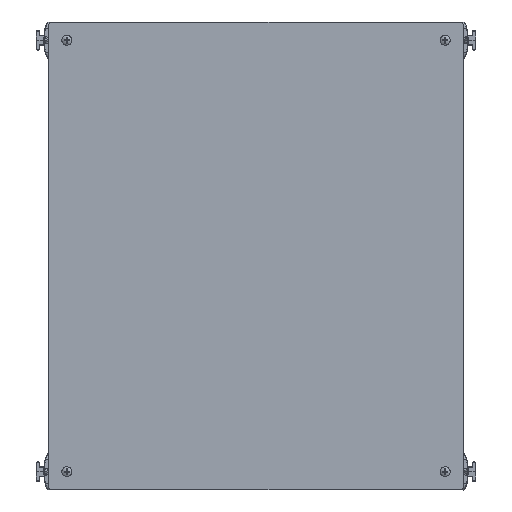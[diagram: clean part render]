
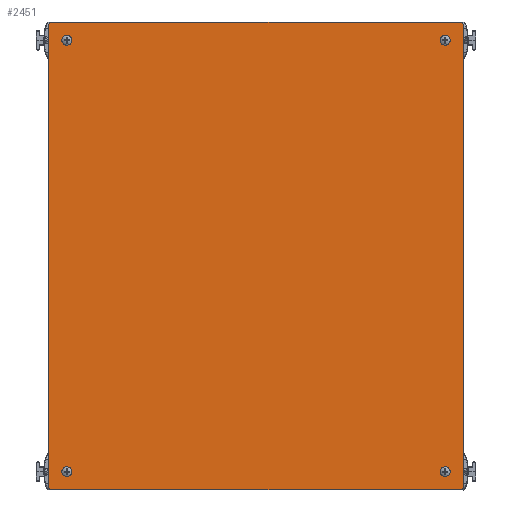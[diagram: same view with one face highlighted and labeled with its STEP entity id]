
A CAD part, top view. The second image highlights one B-rep face of the part: STEP entity #2451.
In plain terms, the highlighted planar face has unit normal (0, 0, 1).
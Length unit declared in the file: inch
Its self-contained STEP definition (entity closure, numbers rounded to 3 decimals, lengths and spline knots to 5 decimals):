
#2035 = CARTESIAN_POINT ( 'NONE',  ( -7.58545, 8.78791, 0.04 ) ) ;
#2451 = ADVANCED_FACE ( 'NONE', ( #59794, #7350, #80414, #13251, #43174 ), #43663, .T. ) ;
#2734 = VERTEX_POINT ( 'NONE', #63531 ) ;
#4927 = CARTESIAN_POINT ( 'NONE',  ( 7.91455, -8.83709, 0.04 ) ) ;
#5386 = CIRCLE ( 'NONE', #24153, 0.125 ) ;
#7189 = EDGE_CURVE ( 'NONE', #74513, #20716, #34994, .T. ) ;
#7295 = CARTESIAN_POINT ( 'NONE',  ( -7.58545, 8.66291, 0.04 ) ) ;
#7350 = FACE_BOUND ( 'NONE', #95345, .T. ) ;
#9565 = AXIS2_PLACEMENT_3D ( 'NONE', #7295, #53364, #91125 ) ;
#11382 = CARTESIAN_POINT ( 'NONE',  ( 7.22705, 8.10041, 0.04 ) ) ;
#11966 = CIRCLE ( 'NONE', #16644, 0.125 ) ;
#12000 = CIRCLE ( 'NONE', #47963, 0.125 ) ;
#12082 = CARTESIAN_POINT ( 'NONE',  ( 7.91455, 8.66291, 0.04 ) ) ;
#12791 = DIRECTION ( 'NONE',  ( -1., 0., 0. ) ) ;
#13251 = FACE_BOUND ( 'NONE', #56423, .T. ) ;
#13890 = DIRECTION ( 'NONE',  ( -1., 0., 0. ) ) ;
#16644 = AXIS2_PLACEMENT_3D ( 'NONE', #69365, #68429, #61070 ) ;
#18741 = CARTESIAN_POINT ( 'NONE',  ( 7.78955, 8.78791, 0.04 ) ) ;
#19085 = VERTEX_POINT ( 'NONE', #18741 ) ;
#19653 = VERTEX_POINT ( 'NONE', #2035 ) ;
#20211 = DIRECTION ( 'NONE',  ( 1., 0., 0. ) ) ;
#20716 = VERTEX_POINT ( 'NONE', #49053 ) ;
#21112 = DIRECTION ( 'NONE',  ( 0., 0., -1. ) ) ;
#21618 = CARTESIAN_POINT ( 'NONE',  ( 7.22705, -8.14959, 0.04 ) ) ;
#22124 = CARTESIAN_POINT ( 'NONE',  ( -7.58545, -8.83709, 0.04 ) ) ;
#23256 = ORIENTED_EDGE ( 'NONE', *, *, #53473, .F. ) ;
#23695 = DIRECTION ( 'NONE',  ( 0., 0., -1. ) ) ;
#23884 = ORIENTED_EDGE ( 'NONE', *, *, #25310, .F. ) ;
#24153 = AXIS2_PLACEMENT_3D ( 'NONE', #11382, #41288, #20211 ) ;
#25310 = EDGE_CURVE ( 'NONE', #89127, #2734, #91536, .T. ) ;
#26090 = CIRCLE ( 'NONE', #91810, 0.125 ) ;
#28010 = EDGE_CURVE ( 'NONE', #40598, #40598, #5386, .T. ) ;
#28464 = CARTESIAN_POINT ( 'NONE',  ( 0.10205, -0.02459, 0.04 ) ) ;
#29359 = EDGE_CURVE ( 'NONE', #41580, #82125, #56429, .T. ) ;
#31380 = DIRECTION ( 'NONE',  ( 1., 0., 0. ) ) ;
#31717 = DIRECTION ( 'NONE',  ( 0., 1., 0. ) ) ;
#31958 = EDGE_CURVE ( 'NONE', #19653, #19085, #54837, .T. ) ;
#34213 = EDGE_CURVE ( 'NONE', #82928, #82928, #11966, .T. ) ;
#34260 = ORIENTED_EDGE ( 'NONE', *, *, #34213, .T. ) ;
#34994 = LINE ( 'NONE', #71251, #51451 ) ;
#35545 = EDGE_CURVE ( 'NONE', #19085, #74513, #49626, .T. ) ;
#35994 = ORIENTED_EDGE ( 'NONE', *, *, #29359, .F. ) ;
#38710 = EDGE_LOOP ( 'NONE', ( #60009, #88919, #23256, #23884, #64465, #35994, #39519, #89847 ) ) ;
#39519 = ORIENTED_EDGE ( 'NONE', *, *, #80911, .F. ) ;
#40598 = VERTEX_POINT ( 'NONE', #84734 ) ;
#41288 = DIRECTION ( 'NONE',  ( 0., 0., -1. ) ) ;
#41580 = VERTEX_POINT ( 'NONE', #56076 ) ;
#43174 = FACE_OUTER_BOUND ( 'NONE', #38710, .T. ) ;
#43663 = PLANE ( 'NONE',  #44623 ) ;
#44623 = AXIS2_PLACEMENT_3D ( 'NONE', #28464, #73567, #81391 ) ;
#45773 = CARTESIAN_POINT ( 'NONE',  ( 7.78955, 8.66291, 0.04 ) ) ;
#46944 = EDGE_LOOP ( 'NONE', ( #64586 ) ) ;
#47174 = CIRCLE ( 'NONE', #9565, 0.125 ) ;
#47755 = VECTOR ( 'NONE', #12791, 39.37008 ) ;
#47963 = AXIS2_PLACEMENT_3D ( 'NONE', #48409, #71927, #94985 ) ;
#48409 = CARTESIAN_POINT ( 'NONE',  ( -7.58545, -8.71209, 0.04 ) ) ;
#49053 = CARTESIAN_POINT ( 'NONE',  ( 7.91455, -8.71209, 0.04 ) ) ;
#49626 = CIRCLE ( 'NONE', #87240, 0.125 ) ;
#49695 = DIRECTION ( 'NONE',  ( 0., -1., 0. ) ) ;
#51135 = CARTESIAN_POINT ( 'NONE',  ( 7.78955, -8.71209, 0.04 ) ) ;
#51451 = VECTOR ( 'NONE', #49695, 39.37008 ) ;
#52268 = VERTEX_POINT ( 'NONE', #75318 ) ;
#52835 = CARTESIAN_POINT ( 'NONE',  ( -7.71045, -8.83709, 0.04 ) ) ;
#53364 = DIRECTION ( 'NONE',  ( 0., 0., -1. ) ) ;
#53473 = EDGE_CURVE ( 'NONE', #2734, #19653, #47174, .T. ) ;
#54067 = VECTOR ( 'NONE', #84772, 39.37008 ) ;
#54837 = LINE ( 'NONE', #85760, #54067 ) ;
#54868 = ORIENTED_EDGE ( 'NONE', *, *, #57634, .T. ) ;
#56076 = CARTESIAN_POINT ( 'NONE',  ( 7.78955, -8.83709, 0.04 ) ) ;
#56423 = EDGE_LOOP ( 'NONE', ( #54868 ) ) ;
#56429 = LINE ( 'NONE', #4927, #47755 ) ;
#56693 = DIRECTION ( 'NONE',  ( 0., 0., -1. ) ) ;
#57634 = EDGE_CURVE ( 'NONE', #66489, #66489, #90142, .T. ) ;
#59794 = FACE_BOUND ( 'NONE', #89296, .T. ) ;
#60009 = ORIENTED_EDGE ( 'NONE', *, *, #35545, .F. ) ;
#60433 = AXIS2_PLACEMENT_3D ( 'NONE', #51135, #81055, #13890 ) ;
#61070 = DIRECTION ( 'NONE',  ( 1., 0., 0. ) ) ;
#62641 = CARTESIAN_POINT ( 'NONE',  ( -6.89745, -8.14959, 0.04 ) ) ;
#63531 = CARTESIAN_POINT ( 'NONE',  ( -7.71045, 8.66291, 0.04 ) ) ;
#64465 = ORIENTED_EDGE ( 'NONE', *, *, #87514, .F. ) ;
#64586 = ORIENTED_EDGE ( 'NONE', *, *, #28010, .T. ) ;
#66489 = VERTEX_POINT ( 'NONE', #88126 ) ;
#68429 = DIRECTION ( 'NONE',  ( 0., 0., -1. ) ) ;
#69365 = CARTESIAN_POINT ( 'NONE',  ( -7.02245, -8.14959, 0.04 ) ) ;
#71251 = CARTESIAN_POINT ( 'NONE',  ( 7.91455, 8.78791, 0.04 ) ) ;
#71426 = CARTESIAN_POINT ( 'NONE',  ( -7.02245, 8.10041, 0.04 ) ) ;
#71927 = DIRECTION ( 'NONE',  ( 0., 0., -1. ) ) ;
#73567 = DIRECTION ( 'NONE',  ( 0., 0., 1. ) ) ;
#74513 = VERTEX_POINT ( 'NONE', #12082 ) ;
#74612 = ORIENTED_EDGE ( 'NONE', *, *, #75643, .T. ) ;
#75318 = CARTESIAN_POINT ( 'NONE',  ( -6.89745, 8.10041, 0.04 ) ) ;
#75643 = EDGE_CURVE ( 'NONE', #52268, #52268, #26090, .T. ) ;
#75677 = DIRECTION ( 'NONE',  ( -1., 0., 0. ) ) ;
#77655 = CIRCLE ( 'NONE', #60433, 0.125 ) ;
#78420 = CARTESIAN_POINT ( 'NONE',  ( -7.71045, -8.71209, 0.04 ) ) ;
#80414 = FACE_BOUND ( 'NONE', #46944, .T. ) ;
#80911 = EDGE_CURVE ( 'NONE', #20716, #41580, #77655, .T. ) ;
#81055 = DIRECTION ( 'NONE',  ( 0., 0., -1. ) ) ;
#81391 = DIRECTION ( 'NONE',  ( 1., 0., 0. ) ) ;
#82125 = VERTEX_POINT ( 'NONE', #22124 ) ;
#82928 = VERTEX_POINT ( 'NONE', #62641 ) ;
#84734 = CARTESIAN_POINT ( 'NONE',  ( 7.35205, 8.10041, 0.04 ) ) ;
#84772 = DIRECTION ( 'NONE',  ( 1., 0., 0. ) ) ;
#85357 = AXIS2_PLACEMENT_3D ( 'NONE', #21618, #21112, #31380 ) ;
#85760 = CARTESIAN_POINT ( 'NONE',  ( -7.71045, 8.78791, 0.04 ) ) ;
#87240 = AXIS2_PLACEMENT_3D ( 'NONE', #45773, #23695, #75677 ) ;
#87514 = EDGE_CURVE ( 'NONE', #82125, #89127, #12000, .T. ) ;
#88126 = CARTESIAN_POINT ( 'NONE',  ( 7.35205, -8.14959, 0.04 ) ) ;
#88919 = ORIENTED_EDGE ( 'NONE', *, *, #31958, .F. ) ;
#89127 = VERTEX_POINT ( 'NONE', #78420 ) ;
#89296 = EDGE_LOOP ( 'NONE', ( #34260 ) ) ;
#89847 = ORIENTED_EDGE ( 'NONE', *, *, #7189, .F. ) ;
#90142 = CIRCLE ( 'NONE', #85357, 0.125 ) ;
#91125 = DIRECTION ( 'NONE',  ( 1., 0., 0. ) ) ;
#91536 = LINE ( 'NONE', #52835, #94553 ) ;
#91810 = AXIS2_PLACEMENT_3D ( 'NONE', #71426, #56693, #94014 ) ;
#94014 = DIRECTION ( 'NONE',  ( 1., 0., 0. ) ) ;
#94553 = VECTOR ( 'NONE', #31717, 39.37008 ) ;
#94985 = DIRECTION ( 'NONE',  ( -1., 0., 0. ) ) ;
#95345 = EDGE_LOOP ( 'NONE', ( #74612 ) ) ;
